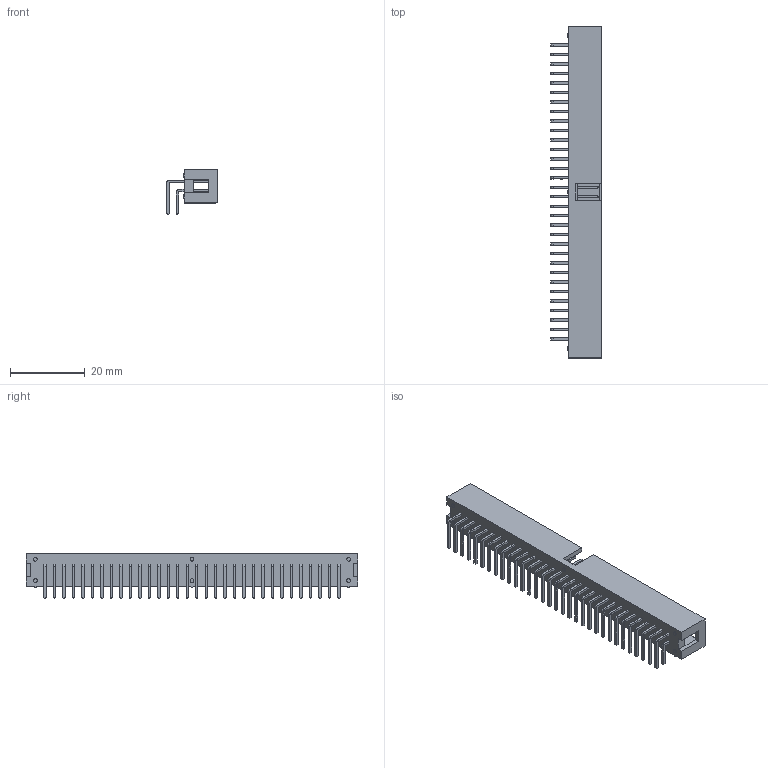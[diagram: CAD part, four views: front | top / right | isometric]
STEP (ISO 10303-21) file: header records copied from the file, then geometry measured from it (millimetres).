
FILE_DESCRIPTION(/* description */ ('model of IDC-Header_2x32_Pitch2.54mm_Angled'),/* implementation_level */ '2;1');
FILE_NAME(/* name */ 'IDC-Header_2x32_Pitch2.54mm_Angled.step',/* time_stamp */ '2017-10-11T14:04:03',/* author */ ('kicad StepUp','ksu'),/* organization */ ('FreeCAD'),/* preprocessor_version */ 'OCC',/* originating_system */ 'kicad StepUp',/* authorisation */ '');
FILE_SCHEMA(('AUTOMOTIVE_DESIGN_CC2 { 1 2 10303 214 -1 1 5 4 }'));
Length unit declared in the file: millimetre
Products named in the file (2): ASSEMBLY; IDC-Header_2x32_Pitch2.54mm_Angled
Assembly tree (1 placements, depth 2):
  ASSEMBLY
    IDC-Header_2x32_Pitch2.54mm_Angled
Bounding box: 13.55 x 88.94 x 12.1 mm (x, y, z)
Volume: 3699.6 mm3; surface area: 7024.9 mm2
Topology: 1 solids, 1 shells, 1391 faces, 3267 edges, 2008 vertices
Faces by surface type: plane 1318, cylinder 73
Full cylindrical faces by diameter (mm): 1 x6
Entity records: 48209 total; most frequent: CARTESIAN_POINT 6668, ORIENTED_EDGE 6534, DIRECTION 6205, EDGE_CURVE 3267, LINE 3115, VECTOR 3115, VERTEX_POINT 2008, AXIS2_PLACEMENT_3D 1545
